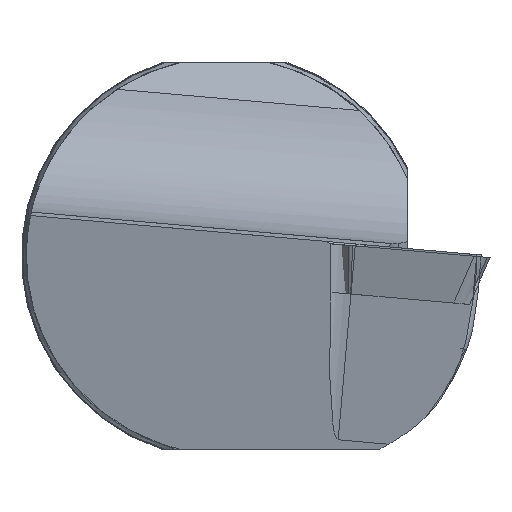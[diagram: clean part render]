
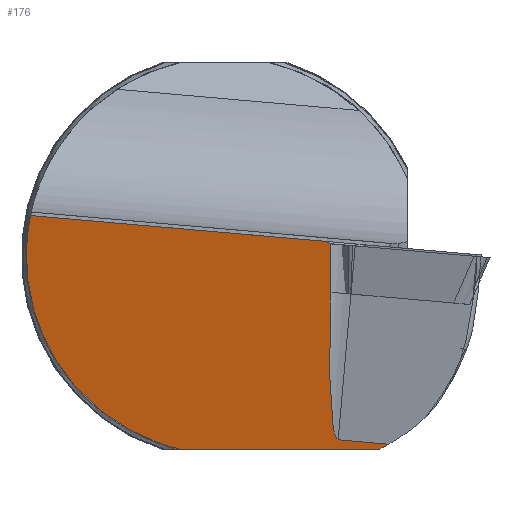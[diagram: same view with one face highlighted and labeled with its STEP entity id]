
A CAD part, left-side view. The second image highlights one B-rep face of the part: STEP entity #176.
In plain terms, the highlighted planar face has unit normal (-0.954, 0.301, 0).
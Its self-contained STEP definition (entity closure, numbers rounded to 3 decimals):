
#91=ELLIPSE('',#1088,23.07,21.388);
#97=ELLIPSE('',#1107,20.446,19.5);
#99=ELLIPSE('',#1114,228.936,6.);
#144=B_SPLINE_CURVE_WITH_KNOTS('',3,(#1808,#1809,#1810,#1811),
 .UNSPECIFIED.,.F.,.F.,(4,4),(0.,1.),.UNSPECIFIED.);
#145=B_SPLINE_CURVE_WITH_KNOTS('',3,(#1812,#1813,#1814,#1815),
 .UNSPECIFIED.,.F.,.F.,(4,4),(0.,1.),.UNSPECIFIED.);
#176=ADVANCED_FACE('',(#254),#228,.T.);
#228=PLANE('',#1115);
#254=FACE_OUTER_BOUND('',#307,.T.);
#307=EDGE_LOOP('',(#485,#486,#487,#488,#489,#490,#491,#492));
#485=ORIENTED_EDGE('',*,*,#894,.F.);
#486=ORIENTED_EDGE('',*,*,#895,.T.);
#487=ORIENTED_EDGE('',*,*,#858,.T.);
#488=ORIENTED_EDGE('',*,*,#874,.F.);
#489=ORIENTED_EDGE('',*,*,#896,.T.);
#490=ORIENTED_EDGE('',*,*,#897,.T.);
#491=ORIENTED_EDGE('',*,*,#825,.F.);
#492=ORIENTED_EDGE('',*,*,#898,.T.);
#717=VERTEX_POINT('',#1504);
#718=VERTEX_POINT('',#1506);
#747=VERTEX_POINT('',#1664);
#748=VERTEX_POINT('',#1665);
#762=VERTEX_POINT('',#1704);
#778=VERTEX_POINT('',#1806);
#779=VERTEX_POINT('',#1807);
#780=VERTEX_POINT('',#1816);
#825=EDGE_CURVE('',#717,#718,#91,.T.);
#858=EDGE_CURVE('',#747,#748,#986,.T.);
#874=EDGE_CURVE('',#762,#748,#97,.T.);
#894=EDGE_CURVE('',#778,#779,#99,.T.);
#895=EDGE_CURVE('',#778,#747,#144,.T.);
#896=EDGE_CURVE('',#762,#780,#145,.T.);
#897=EDGE_CURVE('',#780,#718,#1001,.T.);
#898=EDGE_CURVE('',#717,#779,#1002,.T.);
#986=LINE('',#1663,#1040);
#1001=LINE('',#1817,#1055);
#1002=LINE('',#1818,#1056);
#1040=VECTOR('',#1239,1.);
#1055=VECTOR('',#1284,1.);
#1056=VECTOR('',#1285,1.);
#1088=AXIS2_PLACEMENT_3D('',#1505,#1205,#1206);
#1107=AXIS2_PLACEMENT_3D('',#1705,#1262,#1263);
#1114=AXIS2_PLACEMENT_3D('',#1805,#1282,#1283);
#1115=AXIS2_PLACEMENT_3D('',#1819,#1286,#1287);
#1205=DIRECTION('',(0.954,-0.301,0.));
#1206=DIRECTION('',(-0.301,-0.954,0.));
#1239=DIRECTION('',(0.3,0.95,0.083));
#1262=DIRECTION('',(0.954,-0.301,0.));
#1263=DIRECTION('',(-0.301,-0.954,0.));
#1282=DIRECTION('',(-0.954,0.301,0.));
#1283=DIRECTION('',(-0.025,-0.079,0.997));
#1284=DIRECTION('',(-0.301,-0.954,0.));
#1285=DIRECTION('',(0.3,0.95,0.083));
#1286=DIRECTION('',(-0.954,0.301,0.));
#1287=DIRECTION('',(0.301,0.954,0.));
#1504=CARTESIAN_POINT('',(4.288,11.971,-18.184));
#1505=CARTESIAN_POINT('',(7.757,22.973,0.338));
#1506=CARTESIAN_POINT('',(4.571,12.87,-18.662));
#1663=CARTESIAN_POINT('',(3.333,8.942,0.968));
#1664=CARTESIAN_POINT('',(6.237,18.154,1.774));
#1665=CARTESIAN_POINT('',(15.404,47.228,4.317));
#1704=CARTESIAN_POINT('',(11.383,34.474,-18.104));
#1705=CARTESIAN_POINT('',(9.385,28.138,0.338));
#1805=CARTESIAN_POINT('',(0.135,-1.199,210.395));
#1806=CARTESIAN_POINT('',(6.101,17.72,1.535));
#1807=CARTESIAN_POINT('',(5.859,16.956,-17.748));
#1808=CARTESIAN_POINT('',(6.101,17.72,1.535));
#1809=CARTESIAN_POINT('',(6.147,17.867,1.61));
#1810=CARTESIAN_POINT('',(6.192,18.012,1.69));
#1811=CARTESIAN_POINT('',(6.237,18.154,1.774));
#1812=CARTESIAN_POINT('',(11.383,34.474,-18.104));
#1813=CARTESIAN_POINT('',(11.234,34.001,-18.266));
#1814=CARTESIAN_POINT('',(11.086,33.532,-18.446));
#1815=CARTESIAN_POINT('',(10.943,33.079,-18.662));
#1816=CARTESIAN_POINT('',(10.943,33.079,-18.662));
#1817=CARTESIAN_POINT('',(8.726,26.047,-18.662));
#1818=CARTESIAN_POINT('',(3.817,10.476,-18.315));
#1819=CARTESIAN_POINT('',(2.094,5.013,50.338));
